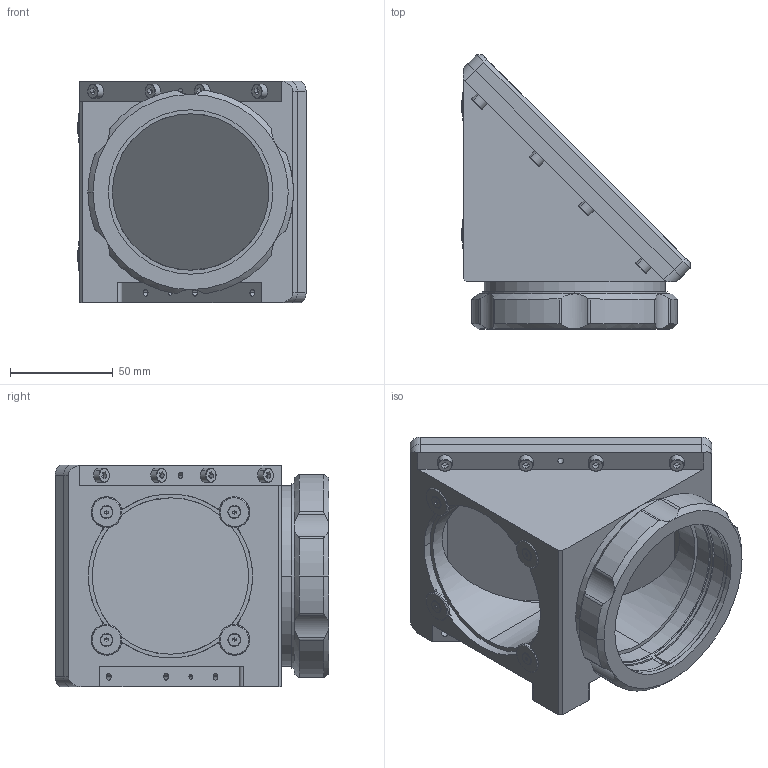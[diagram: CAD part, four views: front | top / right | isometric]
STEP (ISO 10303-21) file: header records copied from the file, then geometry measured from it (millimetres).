
FILE_DESCRIPTION (( 'STEP AP203' ), '1' );
FILE_NAME ('DP22428-A_CMMR056.step', '2022-01-14T15:30:40', ( '' ), ( '' ), 'SwSTEP 2.0', 'SolidWorks 2021', '' );
FILE_SCHEMA (( 'CONFIG_CONTROL_DESIGN' ));
Length unit declared in the file: millimetre
Products named in the file (1): DP22428-A_CMMR056
Bounding box: 111.04 x 133.32 x 108 mm (x, y, z)
Surface area: 98606.3 mm2 (no closed solid volume)
Topology: 0 solids, 40 shells, 369 faces, 1067 edges, 706 vertices
Faces by surface type: plane 146, cylinder 145, cone 62, torus 16
Entity records: 12376 total; most frequent: CARTESIAN_POINT 2638, DIRECTION 2131, ORIENTED_EDGE 1782, EDGE_CURVE 1043, AXIS2_PLACEMENT_3D 787, VERTEX_POINT 706, VECTOR 557, LINE 557
